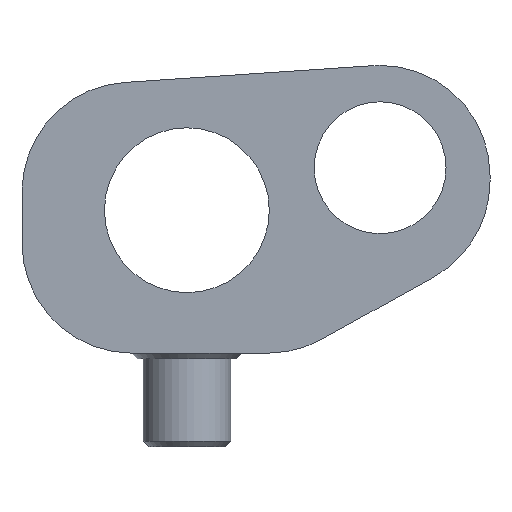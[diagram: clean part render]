
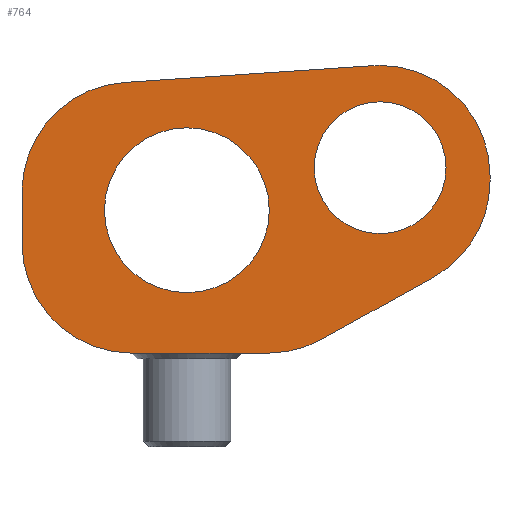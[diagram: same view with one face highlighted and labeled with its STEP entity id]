
A CAD part, front view. The second image highlights one B-rep face of the part: STEP entity #764.
In plain terms, the highlighted planar face has unit normal (0, -1, 0).
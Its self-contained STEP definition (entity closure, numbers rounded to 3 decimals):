
#10 = EDGE_CURVE ( 'NONE', #574, #817, #495, .T. ) ;
#13 = CARTESIAN_POINT ( 'NONE',  ( 0., -5., 29. ) ) ;
#16 = DIRECTION ( 'NONE',  ( 0., -1., 0. ) ) ;
#32 = CARTESIAN_POINT ( 'NONE',  ( -15., -5., 18.5 ) ) ;
#33 = VERTEX_POINT ( 'NONE', #791 ) ;
#45 = EDGE_CURVE ( 'NONE', #392, #345, #602, .T. ) ;
#46 = LINE ( 'NONE', #448, #273 ) ;
#60 = CARTESIAN_POINT ( 'NONE',  ( 0., -5., 8.5 ) ) ;
#66 = FACE_BOUND ( 'NONE', #585, .T. ) ;
#67 = CARTESIAN_POINT ( 'NONE',  ( -5., -5., 8.5 ) ) ;
#68 = CARTESIAN_POINT ( 'NONE',  ( 17.579, -5., 24.672 ) ) ;
#97 = DIRECTION ( 'NONE',  ( 0., -1., 0. ) ) ;
#107 = DIRECTION ( 'NONE',  ( 0., 0., -1. ) ) ;
#117 = CARTESIAN_POINT ( 'NONE',  ( 0., -5., 21.5 ) ) ;
#120 = DIRECTION ( 'NONE',  ( -0.998, 0., -0.067 ) ) ;
#124 = DIRECTION ( 'NONE',  ( 0., -1., 0. ) ) ;
#125 = DIRECTION ( 'NONE',  ( -1., 0., 0. ) ) ;
#129 = EDGE_LOOP ( 'NONE', ( #335, #821, #690, #824, #588, #206, #512, #741, #236, #319, #475, #761 ) ) ;
#140 = AXIS2_PLACEMENT_3D ( 'NONE', #604, #796, #465 ) ;
#158 = EDGE_CURVE ( 'NONE', #817, #574, #683, .T. ) ;
#166 = CIRCLE ( 'NONE', #813, 10. ) ;
#176 = DIRECTION ( 'NONE',  ( 0., 0., 1. ) ) ;
#180 = VECTOR ( 'NONE', #125, 1000. ) ;
#184 = PLANE ( 'NONE',  #745 ) ;
#186 = EDGE_CURVE ( 'NONE', #33, #649, #684, .T. ) ;
#193 = ORIENTED_EDGE ( 'NONE', *, *, #593, .F. ) ;
#206 = ORIENTED_EDGE ( 'NONE', *, *, #548, .F. ) ;
#207 = DIRECTION ( 'NONE',  ( 0., -1., 0. ) ) ;
#213 = VERTEX_POINT ( 'NONE', #231 ) ;
#216 = LINE ( 'NONE', #482, #353 ) ;
#218 = EDGE_LOOP ( 'NONE', ( #492, #601 ) ) ;
#225 = DIRECTION ( 'NONE',  ( 0., -1., 0. ) ) ;
#226 = VERTEX_POINT ( 'NONE', #483 ) ;
#231 = CARTESIAN_POINT ( 'NONE',  ( -15., -5., 23.151 ) ) ;
#234 = DIRECTION ( 'NONE',  ( 0., 0., -1. ) ) ;
#236 = ORIENTED_EDGE ( 'NONE', *, *, #186, .T. ) ;
#238 = CARTESIAN_POINT ( 'NONE',  ( 27.579, -5., 35.368 ) ) ;
#261 = CARTESIAN_POINT ( 'NONE',  ( -15., -5., 8.5 ) ) ;
#265 = DIRECTION ( 'NONE',  ( 0., 0., -1. ) ) ;
#269 = VECTOR ( 'NONE', #288, 1000. ) ;
#273 = VECTOR ( 'NONE', #176, 1000. ) ;
#281 = DIRECTION ( 'NONE',  ( 0., -1., 0. ) ) ;
#286 = CIRCLE ( 'NONE', #506, 10. ) ;
#288 = DIRECTION ( 'NONE',  ( 1., 0., 0. ) ) ;
#293 = VERTEX_POINT ( 'NONE', #32 ) ;
#294 = DIRECTION ( 'NONE',  ( 0., 0., -1. ) ) ;
#310 = VERTEX_POINT ( 'NONE', #635 ) ;
#313 = AXIS2_PLACEMENT_3D ( 'NONE', #793, #207, #654 ) ;
#317 = FACE_BOUND ( 'NONE', #218, .T. ) ;
#319 = ORIENTED_EDGE ( 'NONE', *, *, #634, .T. ) ;
#321 = CARTESIAN_POINT ( 'NONE',  ( 17.579, -5., 24.672 ) ) ;
#333 = CARTESIAN_POINT ( 'NONE',  ( -5., -5., 18.5 ) ) ;
#335 = ORIENTED_EDGE ( 'NONE', *, *, #737, .T. ) ;
#345 = VERTEX_POINT ( 'NONE', #638 ) ;
#353 = VECTOR ( 'NONE', #682, 1000. ) ;
#378 = DIRECTION ( 'NONE',  ( 0., 0., -1. ) ) ;
#382 = CIRCLE ( 'NONE', #774, 10. ) ;
#390 = DIRECTION ( 'NONE',  ( 0., 0., -1. ) ) ;
#392 = VERTEX_POINT ( 'NONE', #785 ) ;
#395 = LINE ( 'NONE', #261, #669 ) ;
#402 = VERTEX_POINT ( 'NONE', #67 ) ;
#405 = VERTEX_POINT ( 'NONE', #579 ) ;
#415 = EDGE_CURVE ( 'NONE', #447, #392, #843, .T. ) ;
#444 = EDGE_CURVE ( 'NONE', #345, #773, #570, .T. ) ;
#447 = VERTEX_POINT ( 'NONE', #539 ) ;
#448 = CARTESIAN_POINT ( 'NONE',  ( 27.579, -5., 18.252 ) ) ;
#453 = FACE_OUTER_BOUND ( 'NONE', #129, .T. ) ;
#465 = DIRECTION ( 'NONE',  ( 0., 0., -1. ) ) ;
#475 = ORIENTED_EDGE ( 'NONE', *, *, #642, .T. ) ;
#482 = CARTESIAN_POINT ( 'NONE',  ( 10., -5., 8.5 ) ) ;
#483 = CARTESIAN_POINT ( 'NONE',  ( 27.579, -5., 24.14 ) ) ;
#492 = ORIENTED_EDGE ( 'NONE', *, *, #10, .F. ) ;
#495 = CIRCLE ( 'NONE', #717, 7.5 ) ;
#506 = AXIS2_PLACEMENT_3D ( 'NONE', #333, #727, #390 ) ;
#508 = DIRECTION ( 'NONE',  ( 0., -1., 0. ) ) ;
#512 = ORIENTED_EDGE ( 'NONE', *, *, #529, .T. ) ;
#516 = EDGE_CURVE ( 'NONE', #673, #405, #631, .T. ) ;
#529 = EDGE_CURVE ( 'NONE', #293, #402, #286, .T. ) ;
#536 = CARTESIAN_POINT ( 'NONE',  ( 0., -5., 21.5 ) ) ;
#539 = CARTESIAN_POINT ( 'NONE',  ( 27.579, -5., 24.672 ) ) ;
#548 = EDGE_CURVE ( 'NONE', #293, #213, #395, .T. ) ;
#570 = LINE ( 'NONE', #238, #643 ) ;
#574 = VERTEX_POINT ( 'NONE', #13 ) ;
#577 = CIRCLE ( 'NONE', #700, 10. ) ;
#578 = CARTESIAN_POINT ( 'NONE',  ( 0., -5., 14. ) ) ;
#579 = CARTESIAN_POINT ( 'NONE',  ( 17.579, -5., 19.368 ) ) ;
#583 = LINE ( 'NONE', #60, #180 ) ;
#585 = EDGE_LOOP ( 'NONE', ( #721, #193 ) ) ;
#586 = EDGE_CURVE ( 'NONE', #310, #226, #166, .T. ) ;
#588 = ORIENTED_EDGE ( 'NONE', *, *, #679, .T. ) ;
#593 = EDGE_CURVE ( 'NONE', #405, #673, #657, .T. ) ;
#595 = CARTESIAN_POINT ( 'NONE',  ( 17.579, -5., 24.14 ) ) ;
#601 = ORIENTED_EDGE ( 'NONE', *, *, #158, .F. ) ;
#602 = CIRCLE ( 'NONE', #799, 10. ) ;
#604 = CARTESIAN_POINT ( 'NONE',  ( 17.579, -5., 25.368 ) ) ;
#608 = CARTESIAN_POINT ( 'NONE',  ( -5., -5., 23.151 ) ) ;
#615 = CARTESIAN_POINT ( 'NONE',  ( 12.263, -5., 9.755 ) ) ;
#621 = CARTESIAN_POINT ( 'NONE',  ( 7.412, -5., 8.5 ) ) ;
#626 = DIRECTION ( 'NONE',  ( 0., 0., -1. ) ) ;
#631 = CIRCLE ( 'NONE', #313, 6. ) ;
#634 = EDGE_CURVE ( 'NONE', #649, #681, #382, .T. ) ;
#635 = CARTESIAN_POINT ( 'NONE',  ( 22.43, -5., 15.396 ) ) ;
#636 = DIRECTION ( 'NONE',  ( 0., -1., 0. ) ) ;
#637 = CARTESIAN_POINT ( 'NONE',  ( -5.672, -5., 33.128 ) ) ;
#638 = CARTESIAN_POINT ( 'NONE',  ( 16.907, -5., 34.649 ) ) ;
#642 = EDGE_CURVE ( 'NONE', #681, #310, #216, .T. ) ;
#643 = VECTOR ( 'NONE', #120, 1000. ) ;
#649 = VERTEX_POINT ( 'NONE', #621 ) ;
#654 = DIRECTION ( 'NONE',  ( 0., 0., -1. ) ) ;
#657 = CIRCLE ( 'NONE', #140, 6. ) ;
#669 = VECTOR ( 'NONE', #723, 1000. ) ;
#673 = VERTEX_POINT ( 'NONE', #691 ) ;
#679 = EDGE_CURVE ( 'NONE', #773, #213, #577, .T. ) ;
#681 = VERTEX_POINT ( 'NONE', #615 ) ;
#682 = DIRECTION ( 'NONE',  ( 0.874, 0., 0.485 ) ) ;
#683 = CIRCLE ( 'NONE', #713, 7.5 ) ;
#684 = LINE ( 'NONE', #689, #269 ) ;
#689 = CARTESIAN_POINT ( 'NONE',  ( 0., -5., 8.5 ) ) ;
#690 = ORIENTED_EDGE ( 'NONE', *, *, #45, .T. ) ;
#691 = CARTESIAN_POINT ( 'NONE',  ( 17.579, -5., 31.368 ) ) ;
#700 = AXIS2_PLACEMENT_3D ( 'NONE', #608, #281, #107 ) ;
#702 = CARTESIAN_POINT ( 'NONE',  ( 0., -5., 8.5 ) ) ;
#704 = DIRECTION ( 'NONE',  ( 0., 0., -1. ) ) ;
#710 = DIRECTION ( 'NONE',  ( 0., 0., -1. ) ) ;
#713 = AXIS2_PLACEMENT_3D ( 'NONE', #536, #225, #626 ) ;
#717 = AXIS2_PLACEMENT_3D ( 'NONE', #117, #636, #704 ) ;
#721 = ORIENTED_EDGE ( 'NONE', *, *, #516, .F. ) ;
#723 = DIRECTION ( 'NONE',  ( 0., 0., 1. ) ) ;
#727 = DIRECTION ( 'NONE',  ( 0., -1., 0. ) ) ;
#737 = EDGE_CURVE ( 'NONE', #226, #447, #46, .T. ) ;
#741 = ORIENTED_EDGE ( 'NONE', *, *, #769, .F. ) ;
#745 = AXIS2_PLACEMENT_3D ( 'NONE', #702, #508, #710 ) ;
#758 = AXIS2_PLACEMENT_3D ( 'NONE', #321, #832, #234 ) ;
#761 = ORIENTED_EDGE ( 'NONE', *, *, #586, .T. ) ;
#764 = ADVANCED_FACE ( 'NONE', ( #453, #317, #66 ), #184, .T. ) ;
#769 = EDGE_CURVE ( 'NONE', #33, #402, #583, .T. ) ;
#773 = VERTEX_POINT ( 'NONE', #637 ) ;
#774 = AXIS2_PLACEMENT_3D ( 'NONE', #819, #97, #294 ) ;
#785 = CARTESIAN_POINT ( 'NONE',  ( 17.579, -5., 34.672 ) ) ;
#791 = CARTESIAN_POINT ( 'NONE',  ( 0., -5., 8.5 ) ) ;
#793 = CARTESIAN_POINT ( 'NONE',  ( 17.579, -5., 25.368 ) ) ;
#796 = DIRECTION ( 'NONE',  ( 0., -1., 0. ) ) ;
#799 = AXIS2_PLACEMENT_3D ( 'NONE', #68, #124, #378 ) ;
#813 = AXIS2_PLACEMENT_3D ( 'NONE', #595, #16, #265 ) ;
#817 = VERTEX_POINT ( 'NONE', #578 ) ;
#819 = CARTESIAN_POINT ( 'NONE',  ( 7.412, -5., 18.5 ) ) ;
#821 = ORIENTED_EDGE ( 'NONE', *, *, #415, .T. ) ;
#824 = ORIENTED_EDGE ( 'NONE', *, *, #444, .T. ) ;
#832 = DIRECTION ( 'NONE',  ( 0., -1., 0. ) ) ;
#843 = CIRCLE ( 'NONE', #758, 10. ) ;
